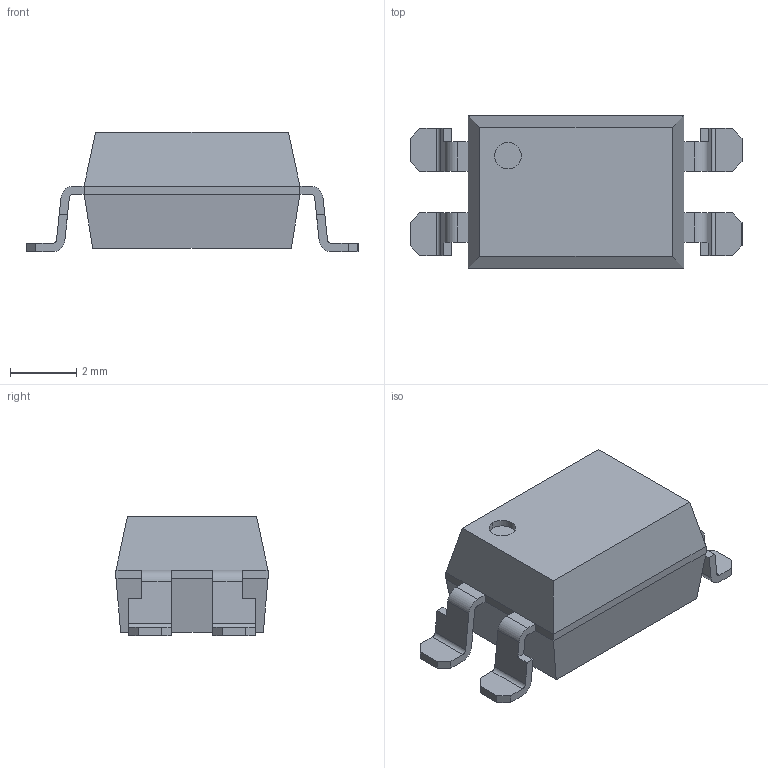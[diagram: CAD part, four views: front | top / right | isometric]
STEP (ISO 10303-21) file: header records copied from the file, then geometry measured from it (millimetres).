
FILE_DESCRIPTION(('FreeCAD Model'),'2;1');
FILE_NAME('Option S1 Type 4 pin.step','2019-07-05T18:26:00', ('kicad StepUp'),('ksu MCAD'),'Open CASCADE STEP processor 7.3', 'FreeCAD','Unknown');
FILE_SCHEMA(('AUTOMOTIVE_DESIGN { 1 0 10303 214 1 1 1 1 }'));
Length unit declared in the file: millimetre
Products named in the file (1): Option_S1_Type_4_pin
Bounding box: 10 x 4.58 x 3.6 mm (x, y, z)
Volume: 98.3 mm3; surface area: 158.6 mm2
Topology: 1 solids, 1 shells, 89 faces, 234 edges, 148 vertices
Faces by surface type: plane 71, cylinder 18
Entity records: 2713 total; most frequent: CARTESIAN_POINT 472, ORIENTED_EDGE 468, DIRECTION 450, EDGE_CURVE 234, LINE 198, VECTOR 198, VERTEX_POINT 148, AXIS2_PLACEMENT_3D 126
